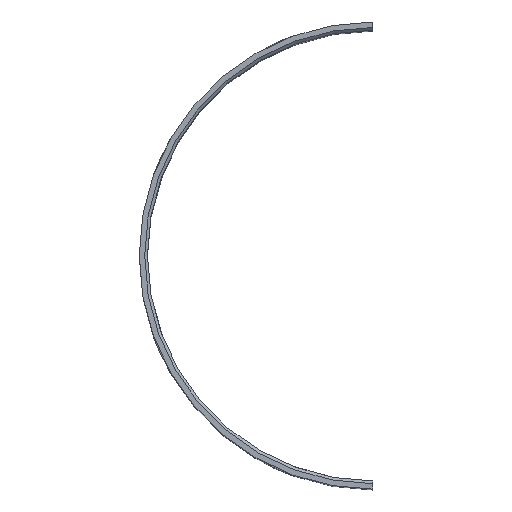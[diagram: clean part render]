
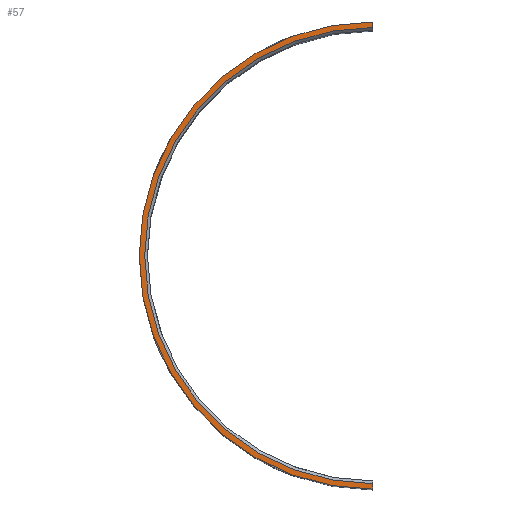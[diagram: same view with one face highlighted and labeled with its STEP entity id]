
A CAD part, top view. The second image highlights one B-rep face of the part: STEP entity #57.
In plain terms, the highlighted planar face has unit normal (0, 0, 1).
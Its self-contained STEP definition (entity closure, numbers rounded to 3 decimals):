
#45=PLANE('',#420);
#49=FACE_OUTER_BOUND('',#195,.T.);
#57=ADVANCED_FACE('',(#49),#45,.F.);
#92=CIRCLE('',#417,85.);
#93=CIRCLE('',#419,83.);
#108=LINE('',#1508,#120);
#109=LINE('',#1512,#121);
#120=VECTOR('',#473,1.);
#121=VECTOR('',#476,1.);
#195=EDGE_LOOP('',(#260,#261,#262,#263));
#260=ORIENTED_EDGE('',*,*,#379,.T.);
#261=ORIENTED_EDGE('',*,*,#380,.T.);
#262=ORIENTED_EDGE('',*,*,#381,.F.);
#263=ORIENTED_EDGE('',*,*,#376,.T.);
#340=VERTEX_POINT('',#1503);
#341=VERTEX_POINT('',#1504);
#342=VERTEX_POINT('',#1509);
#343=VERTEX_POINT('',#1511);
#376=EDGE_CURVE('',#340,#341,#92,.T.);
#379=EDGE_CURVE('',#341,#342,#108,.T.);
#380=EDGE_CURVE('',#342,#343,#93,.T.);
#381=EDGE_CURVE('',#340,#343,#109,.T.);
#417=AXIS2_PLACEMENT_3D('',#1502,#467,#468);
#419=AXIS2_PLACEMENT_3D('',#1510,#474,#475);
#420=AXIS2_PLACEMENT_3D('',#1513,#477,#478);
#467=DIRECTION('',(0.,0.,1.));
#468=DIRECTION('',(1.,0.,0.));
#473=DIRECTION('',(0.,1.,0.));
#474=DIRECTION('',(0.,0.,-1.));
#475=DIRECTION('',(-1.,0.,0.));
#476=DIRECTION('',(0.,-1.,0.));
#477=DIRECTION('',(0.,0.,-1.));
#478=DIRECTION('',(-1.,0.,0.));
#1502=CARTESIAN_POINT('',(0.,0.,180.));
#1503=CARTESIAN_POINT('',(0.,85.,180.));
#1504=CARTESIAN_POINT('',(0.,-85.,180.));
#1508=CARTESIAN_POINT('',(0.,-85.,180.));
#1509=CARTESIAN_POINT('',(0.,-83.,180.));
#1510=CARTESIAN_POINT('',(0.,0.,180.));
#1511=CARTESIAN_POINT('',(0.,83.,180.));
#1512=CARTESIAN_POINT('',(0.,85.,180.));
#1513=CARTESIAN_POINT('',(0.,85.,180.));
